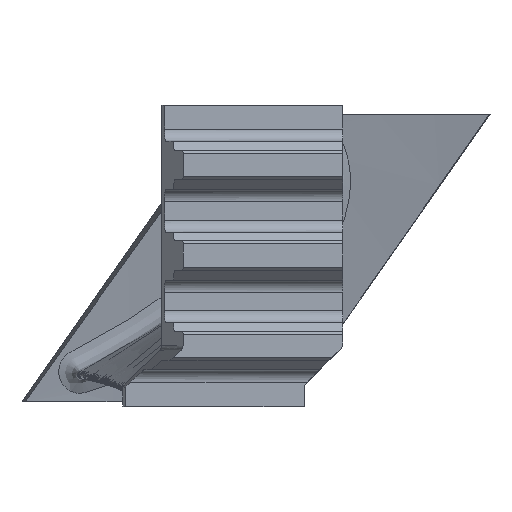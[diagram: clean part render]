
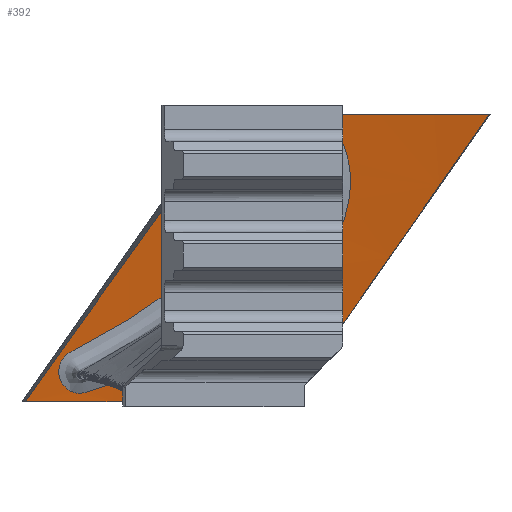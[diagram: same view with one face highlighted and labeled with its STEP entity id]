
A CAD part, left-side view. The second image highlights one B-rep face of the part: STEP entity #392.
In plain terms, the highlighted conical face has half-angle 11.796 degrees and reference radius 560.089 mm.
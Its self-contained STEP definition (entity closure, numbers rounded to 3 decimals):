
#392=ADVANCED_FACE('',(#458),#457,.F.);
#457=CONICAL_SURFACE('',#1303,560.089,11.796);
#458=FACE_OUTER_BOUND('',#502,.T.);
#502=EDGE_LOOP('',(#640,#641,#642,#643,#644,#645));
#588=ELLIPSE('',#1300,1090.802,597.2);
#589=ELLIPSE('',#1302,1091.08,597.353);
#615=B_SPLINE_CURVE_WITH_KNOTS('',3,(#1696,#1697,#1698,#1699,#1700,#1701,
#1702,#1703,#1704,#1705,#1706,#1707,#1708,#1709,#1710,#1711,#1712,#1713,
#1714,#1715,#1716,#1717,#1718,#1719,#1720,#1721,#1722,#1723,#1724,#1725,
#1726,#1727,#1728,#1729,#1730,#1731,#1732,#1733,#1734,#1735,#1736,#1737,
#1738,#1739),.UNSPECIFIED.,.F.,.F.,(4,2,2,2,2,2,2,2,2,2,2,2,2,2,2,2,2,2,
2,2,2,4),(0.,0.031,0.063,0.125,0.188,0.25,0.375,0.438,0.5,0.516,
0.531,0.563,0.594,0.609,0.625,0.75,0.813,0.875,0.938,
0.969,0.984,1.),.UNSPECIFIED.);
#640=ORIENTED_EDGE('',*,*,#1117,.T.);
#641=ORIENTED_EDGE('',*,*,#1118,.T.);
#642=ORIENTED_EDGE('',*,*,#1119,.T.);
#643=ORIENTED_EDGE('',*,*,#1120,.F.);
#644=ORIENTED_EDGE('',*,*,#1121,.T.);
#645=ORIENTED_EDGE('',*,*,#1122,.F.);
#994=VERTEX_POINT('',#1694);
#995=VERTEX_POINT('',#1695);
#996=VERTEX_POINT('',#1740);
#997=VERTEX_POINT('',#1742);
#998=VERTEX_POINT('',#1744);
#999=VERTEX_POINT('',#1746);
#1117=EDGE_CURVE('',#994,#995,#1294,.T.);
#1118=EDGE_CURVE('',#995,#996,#615,.T.);
#1119=EDGE_CURVE('',#996,#997,#1295,.T.);
#1120=EDGE_CURVE('',#998,#997,#588,.T.);
#1121=EDGE_CURVE('',#998,#999,#1296,.T.);
#1122=EDGE_CURVE('',#994,#999,#589,.T.);
#1294=CIRCLE('',#1298,560.097);
#1295=CIRCLE('',#1299,560.097);
#1296=CIRCLE('',#1301,570.041);
#1298=AXIS2_PLACEMENT_3D('',#1693,#1390,#1391);
#1299=AXIS2_PLACEMENT_3D('',#1741,#1392,#1393);
#1300=AXIS2_PLACEMENT_3D('',#1743,#1394,#1395);
#1301=AXIS2_PLACEMENT_3D('',#1745,#1396,#1397);
#1302=AXIS2_PLACEMENT_3D('',#1747,#1398,#1399);
#1303=AXIS2_PLACEMENT_3D('',#1748,#1400,#1401);
#1390=DIRECTION('',(0.,0.,1.));
#1391=DIRECTION('',(1.,0.,0.));
#1392=DIRECTION('',(0.,0.,1.));
#1393=DIRECTION('',(1.,0.,0.));
#1394=DIRECTION('',(0.055,-0.817,-0.574));
#1395=DIRECTION('',(-0.038,0.572,-0.819));
#1396=DIRECTION('',(0.,0.,-1.));
#1397=DIRECTION('',(1.,0.,0.));
#1398=DIRECTION('',(0.007,0.819,0.574));
#1399=DIRECTION('',(0.005,0.574,-0.819));
#1400=DIRECTION('',(0.,0.,-1.));
#1401=DIRECTION('',(-1.,0.,0.));
#1693=CARTESIAN_POINT('',(-366.24,0.,23.557));
#1694=CARTESIAN_POINT('',(192.524,-38.629,23.557));
#1695=CARTESIAN_POINT('',(193.743,-11.315,23.557));
#1696=CARTESIAN_POINT('',(193.743,-11.315,23.557));
#1697=CARTESIAN_POINT('',(193.939,-12.326,22.522));
#1698=CARTESIAN_POINT('',(194.174,-13.148,21.303));
#1699=CARTESIAN_POINT('',(194.674,-14.496,18.751));
#1700=CARTESIAN_POINT('',(194.94,-14.987,17.416));
#1701=CARTESIAN_POINT('',(195.787,-15.919,13.242));
#1702=CARTESIAN_POINT('',(196.404,-15.699,10.315));
#1703=CARTESIAN_POINT('',(197.595,-14.312,4.79));
#1704=CARTESIAN_POINT('',(198.173,-13.155,2.171));
#1705=CARTESIAN_POINT('',(199.234,-9.977,-2.599));
#1706=CARTESIAN_POINT('',(199.694,-7.967,-4.638));
#1707=CARTESIAN_POINT('',(200.901,-1.216,-10.092));
#1708=CARTESIAN_POINT('',(201.506,3.779,-13.011));
#1709=CARTESIAN_POINT('',(202.135,11.717,-16.628));
#1710=CARTESIAN_POINT('',(202.279,14.451,-17.618));
#1711=CARTESIAN_POINT('',(202.533,19.911,-19.622));
#1712=CARTESIAN_POINT('',(202.634,22.652,-20.598));
#1713=CARTESIAN_POINT('',(202.731,26.089,-21.793));
#1714=CARTESIAN_POINT('',(202.748,26.777,-22.031));
#1715=CARTESIAN_POINT('',(202.781,28.153,-22.504));
#1716=CARTESIAN_POINT('',(202.79,28.862,-22.716));
#1717=CARTESIAN_POINT('',(202.627,31.024,-22.474));
#1718=CARTESIAN_POINT('',(202.321,32.24,-21.345));
#1719=CARTESIAN_POINT('',(201.712,32.951,-18.629));
#1720=CARTESIAN_POINT('',(201.416,32.428,-17.064));
#1721=CARTESIAN_POINT('',(201.23,30.743,-15.729));
#1722=CARTESIAN_POINT('',(201.211,30.049,-15.461));
#1723=CARTESIAN_POINT('',(201.141,28.758,-14.805));
#1724=CARTESIAN_POINT('',(201.103,28.116,-14.47));
#1725=CARTESIAN_POINT('',(200.74,22.369,-11.401));
#1726=CARTESIAN_POINT('',(200.249,17.511,-8.253));
#1727=CARTESIAN_POINT('',(199.343,10.528,-3.155));
#1728=CARTESIAN_POINT('',(199.029,8.186,-1.474));
#1729=CARTESIAN_POINT('',(198.203,4.272,2.689));
#1730=CARTESIAN_POINT('',(197.71,2.575,5.089));
#1731=CARTESIAN_POINT('',(196.678,-0.218,10.057));
#1732=CARTESIAN_POINT('',(196.127,-1.281,12.685));
#1733=CARTESIAN_POINT('',(195.259,-2.439,16.819));
#1734=CARTESIAN_POINT('',(194.97,-2.823,18.197));
#1735=CARTESIAN_POINT('',(194.537,-3.439,20.253));
#1736=CARTESIAN_POINT('',(194.391,-3.652,20.946));
#1737=CARTESIAN_POINT('',(194.099,-4.089,22.331));
#1738=CARTESIAN_POINT('',(193.954,-4.393,23.014));
#1739=CARTESIAN_POINT('',(193.836,-4.886,23.557));
#1740=CARTESIAN_POINT('',(193.836,-4.886,23.557));
#1741=CARTESIAN_POINT('',(-366.24,0.,23.557));
#1742=CARTESIAN_POINT('',(193.841,4.23,23.557));
#1743=CARTESIAN_POINT('',(-378.733,186.182,-290.451));
#1744=CARTESIAN_POINT('',(202.518,38.228,-24.057));
#1745=CARTESIAN_POINT('',(-366.24,0.,-24.057));
#1746=CARTESIAN_POINT('',(203.776,-5.385,-24.057));
#1747=CARTESIAN_POINT('',(-364.616,186.641,-291.217));
#1748=CARTESIAN_POINT('',(-366.24,0.,23.598));
